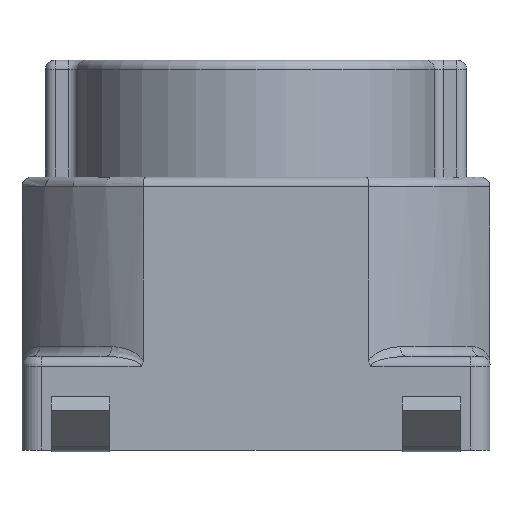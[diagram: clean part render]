
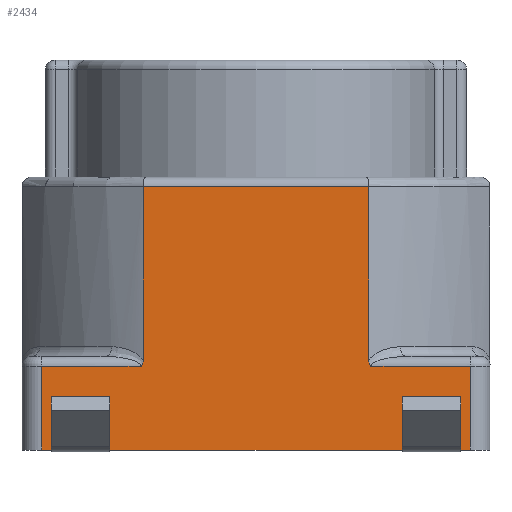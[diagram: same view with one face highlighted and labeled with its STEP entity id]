
A CAD part, front view. The second image highlights one B-rep face of the part: STEP entity #2434.
In plain terms, the highlighted planar face has unit normal (0, -1, 0).
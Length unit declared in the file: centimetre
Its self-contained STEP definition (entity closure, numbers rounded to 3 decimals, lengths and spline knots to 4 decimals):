
#123=PLANE('',#1163);
#172=VECTOR('',#718,1.);
#173=VECTOR('',#726,1.);
#174=VECTOR('',#730,1.);
#175=VECTOR('',#731,1.);
#176=VECTOR('',#732,1.);
#177=VECTOR('',#733,1.);
#178=VECTOR('',#734,1.);
#179=VECTOR('',#735,1.);
#298=LINE('',#3353,#172);
#299=LINE('',#3359,#173);
#300=LINE('',#3363,#174);
#301=LINE('',#3365,#175);
#302=LINE('',#3367,#176);
#303=LINE('',#3380,#177);
#304=LINE('',#3382,#178);
#305=LINE('',#3384,#179);
#475=B_SPLINE_CURVE_WITH_KNOTS('',3,(#3321,#3322,#3323,#3324,#3325,#3326,
#3327,#3328,#3329,#3330),.UNSPECIFIED.,.F.,.U.,(4,2,2,2,4),(0.,0.0008,
0.005,0.01,0.0102),.UNSPECIFIED.);
#477=B_SPLINE_CURVE_WITH_KNOTS('',3,(#3369,#3370,#3371,#3372,#3373,#3374,
#3375,#3376,#3377,#3378),.UNSPECIFIED.,.F.,.U.,(4,2,2,2,4),(0.,
0.,0.0007,0.0011,0.0021),
 .UNSPECIFIED.);
#526=VERTEX_POINT('',#3320);
#527=VERTEX_POINT('',#3331);
#530=VERTEX_POINT('',#3354);
#531=VERTEX_POINT('',#3360);
#532=VERTEX_POINT('',#3364);
#533=VERTEX_POINT('',#3366);
#534=VERTEX_POINT('',#3368);
#535=VERTEX_POINT('',#3379);
#536=VERTEX_POINT('',#3381);
#537=VERTEX_POINT('',#3383);
#718=DIRECTION('',(1.,0.,0.));
#726=DIRECTION('',(0.,0.,1.));
#729=DIRECTION('',(0.,-1.,0.));
#730=DIRECTION('',(0.,0.,-1.));
#731=DIRECTION('',(1.,0.,0.));
#732=DIRECTION('',(0.,0.,1.));
#733=DIRECTION('',(1.,0.,0.));
#734=DIRECTION('',(0.,0.,1.));
#735=DIRECTION('',(-1.,0.,0.));
#1163=AXIS2_PLACEMENT_3D('',#3362,#729,$);
#1472=EDGE_CURVE('',#526,#527,#475,.T.);
#1480=EDGE_CURVE('',#527,#530,#298,.T.);
#1483=EDGE_CURVE('',#531,#530,#299,.T.);
#1485=EDGE_CURVE('',#532,#526,#300,.T.);
#1486=EDGE_CURVE('',#533,#532,#301,.T.);
#1487=EDGE_CURVE('',#534,#533,#302,.T.);
#1488=EDGE_CURVE('',#535,#534,#477,.T.);
#1489=EDGE_CURVE('',#536,#535,#303,.T.);
#1490=EDGE_CURVE('',#537,#536,#304,.T.);
#1491=EDGE_CURVE('',#531,#537,#305,.T.);
#1772=ORIENTED_EDGE('',*,*,#1480,.F.);
#1773=ORIENTED_EDGE('',*,*,#1472,.F.);
#1774=ORIENTED_EDGE('',*,*,#1485,.F.);
#1775=ORIENTED_EDGE('',*,*,#1486,.F.);
#1776=ORIENTED_EDGE('',*,*,#1487,.F.);
#1777=ORIENTED_EDGE('',*,*,#1488,.F.);
#1778=ORIENTED_EDGE('',*,*,#1489,.F.);
#1779=ORIENTED_EDGE('',*,*,#1490,.F.);
#1780=ORIENTED_EDGE('',*,*,#1491,.F.);
#1781=ORIENTED_EDGE('',*,*,#1483,.T.);
#2218=EDGE_LOOP('',(#1772,#1773,#1774,#1775,#1776,#1777,#1778,#1779,#1780,
#1781));
#2326=FACE_BOUND('',#2218,.T.);
#2434=ADVANCED_FACE('',(#2326),#123,.T.);
#3320=CARTESIAN_POINT('',(0.1446,-0.305,0.1152));
#3321=CARTESIAN_POINT('',(0.1446,-0.305,0.1152));
#3322=CARTESIAN_POINT('',(0.1446,-0.305,0.1149));
#3323=CARTESIAN_POINT('',(0.1446,-0.305,0.1146));
#3324=CARTESIAN_POINT('',(0.1447,-0.305,0.113));
#3325=CARTESIAN_POINT('',(0.1449,-0.305,0.1116));
#3326=CARTESIAN_POINT('',(0.1461,-0.305,0.1088));
#3327=CARTESIAN_POINT('',(0.1469,-0.305,0.1079));
#3328=CARTESIAN_POINT('',(0.1473,-0.305,0.1075));
#3329=CARTESIAN_POINT('',(0.1473,-0.305,0.1075));
#3330=CARTESIAN_POINT('',(0.1473,-0.305,0.1075));
#3331=CARTESIAN_POINT('',(0.1473,-0.305,0.1075));
#3353=CARTESIAN_POINT('',(0.,-0.305,0.1075));
#3354=CARTESIAN_POINT('',(0.275,-0.305,0.1075));
#3359=CARTESIAN_POINT('',(0.275,-0.305,0.));
#3360=CARTESIAN_POINT('',(0.275,-0.305,0.));
#3362=CARTESIAN_POINT('',(0.,-0.305,0.));
#3363=CARTESIAN_POINT('',(0.1446,-0.305,0.12));
#3364=CARTESIAN_POINT('',(0.1446,-0.305,0.3375));
#3365=CARTESIAN_POINT('',(0.,-0.305,0.3375));
#3366=CARTESIAN_POINT('',(-0.1446,-0.305,0.3375));
#3367=CARTESIAN_POINT('',(-0.1446,-0.305,0.12));
#3368=CARTESIAN_POINT('',(-0.1446,-0.305,0.1152));
#3369=CARTESIAN_POINT('',(-0.1473,-0.305,0.1075));
#3370=CARTESIAN_POINT('',(-0.1473,-0.305,0.1075));
#3371=CARTESIAN_POINT('',(-0.1473,-0.305,0.1075));
#3372=CARTESIAN_POINT('',(-0.1472,-0.305,0.1077));
#3373=CARTESIAN_POINT('',(-0.1467,-0.305,0.1082));
#3374=CARTESIAN_POINT('',(-0.1459,-0.305,0.1095));
#3375=CARTESIAN_POINT('',(-0.1456,-0.305,0.11));
#3376=CARTESIAN_POINT('',(-0.1448,-0.305,0.1119));
#3377=CARTESIAN_POINT('',(-0.1446,-0.305,0.1135));
#3378=CARTESIAN_POINT('',(-0.1446,-0.305,0.1152));
#3379=CARTESIAN_POINT('',(-0.1473,-0.305,0.1075));
#3380=CARTESIAN_POINT('',(0.,-0.305,0.1075));
#3381=CARTESIAN_POINT('',(-0.275,-0.305,0.1075));
#3382=CARTESIAN_POINT('',(-0.275,-0.305,0.));
#3383=CARTESIAN_POINT('',(-0.275,-0.305,0.));
#3384=CARTESIAN_POINT('',(0.275,-0.305,0.));
